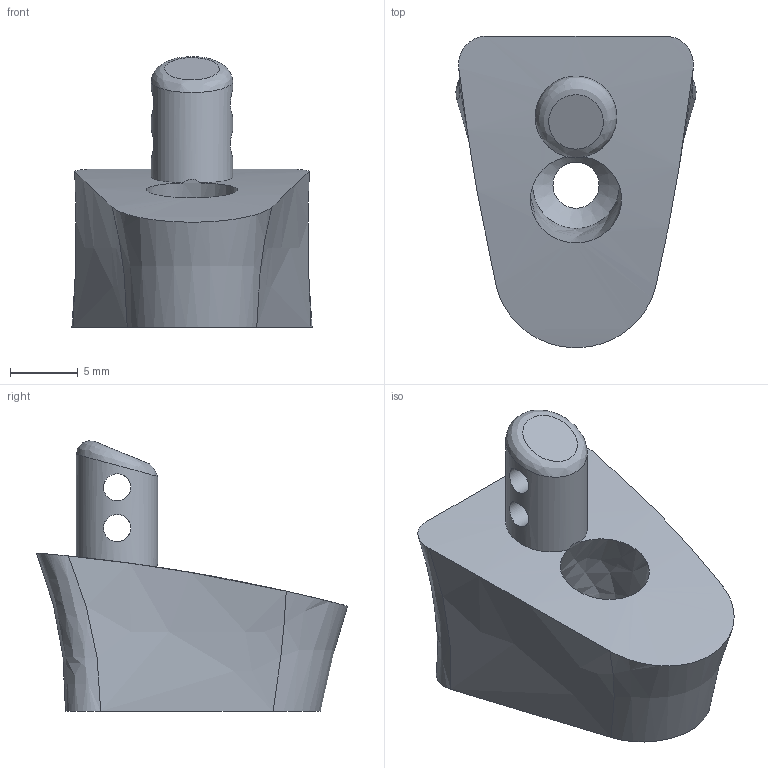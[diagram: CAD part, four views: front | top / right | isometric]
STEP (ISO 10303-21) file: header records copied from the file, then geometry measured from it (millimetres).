
FILE_DESCRIPTION(('FreeCAD Model'),'2;1');
FILE_NAME('Open CASCADE Shape Model','2024-04-14T12:05:05',(''),(''), 'Open CASCADE STEP processor 7.6','FreeCAD','Unknown');
FILE_SCHEMA(('AUTOMOTIVE_DESIGN { 1 0 10303 214 1 1 1 1 }'));
Length unit declared in the file: millimetre
Products named in the file (1): Fillet
Bounding box: 17.69 x 22.92 x 19.94 mm (x, y, z)
Volume: 2616.4 mm3; surface area: 1584.4 mm2
Topology: 1 solids, 1 shells, 18 faces, 49 edges, 32 vertices
Faces by surface type: bspline 9, cylinder 5, plane 3, cone 1
Full cylindrical faces by diameter (mm): 2 x2, 3.4 x1, 6 x1
Entity records: 4647 total; most frequent: CARTESIAN_POINT 3814, ORIENTED_EDGE 98, PCURVE 98, DEFINITIONAL_REPRESENTATION 98, DIRECTION 88, B_SPLINE_CURVE_WITH_KNOTS 82, EDGE_CURVE 49, LINE 49
